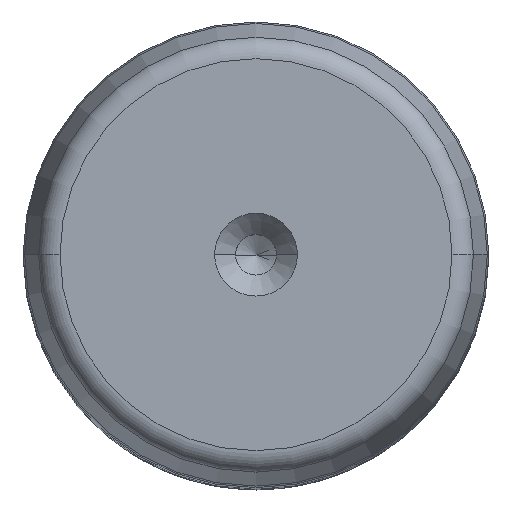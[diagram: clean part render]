
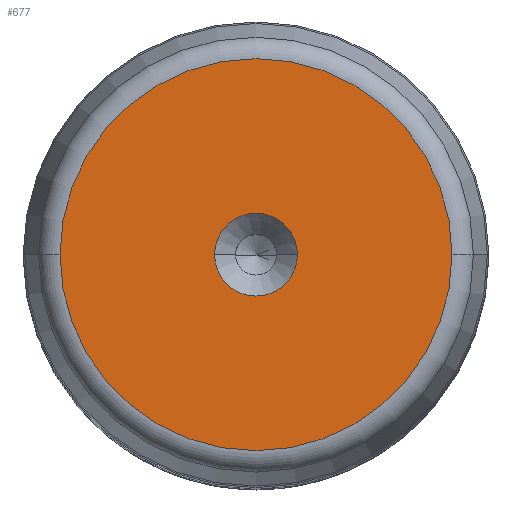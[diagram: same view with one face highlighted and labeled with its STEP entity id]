
A CAD part, top view. The second image highlights one B-rep face of the part: STEP entity #677.
In plain terms, the highlighted planar face has unit normal (0, 0, 1).
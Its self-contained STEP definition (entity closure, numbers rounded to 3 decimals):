
#9 = DIRECTION ( 'NONE',  ( 0., 0., 1. ) ) ;
#22 = AXIS2_PLACEMENT_3D ( 'NONE', #663, #3402, #929 ) ;
#188 = VERTEX_POINT ( 'NONE', #1465 ) ;
#196 = DIRECTION ( 'NONE',  ( 0., 0., 1. ) ) ;
#209 = CIRCLE ( 'NONE', #22, 26.519 ) ;
#272 = VERTEX_POINT ( 'NONE', #2616 ) ;
#281 = ORIENTED_EDGE ( 'NONE', *, *, #3004, .T. ) ;
#287 = CARTESIAN_POINT ( 'NONE',  ( 0., 0., 200. ) ) ;
#296 = EDGE_CURVE ( 'NONE', #272, #188, #1907, .T. ) ;
#320 = CARTESIAN_POINT ( 'NONE',  ( 0., 0., 200. ) ) ;
#416 = CARTESIAN_POINT ( 'NONE',  ( 26.519, 0., 200. ) ) ;
#447 = VERTEX_POINT ( 'NONE', #416 ) ;
#564 = DIRECTION ( 'NONE',  ( 1., 0., 0. ) ) ;
#624 = EDGE_CURVE ( 'NONE', #447, #2870, #1607, .T. ) ;
#663 = CARTESIAN_POINT ( 'NONE',  ( 0., 0., 200. ) ) ;
#677 = ADVANCED_FACE ( 'NONE', ( #2159, #3455 ), #1923, .T. ) ;
#764 = CARTESIAN_POINT ( 'NONE',  ( 0., 0., 200. ) ) ;
#929 = DIRECTION ( 'NONE',  ( 1., 0., 0. ) ) ;
#1264 = CIRCLE ( 'NONE', #1796, 5.6 ) ;
#1465 = CARTESIAN_POINT ( 'NONE',  ( 5.6, 0., 200. ) ) ;
#1607 = CIRCLE ( 'NONE', #2301, 26.519 ) ;
#1645 = DIRECTION ( 'NONE',  ( 0., 0., 1. ) ) ;
#1780 = CARTESIAN_POINT ( 'NONE',  ( -26.519, 0., 200. ) ) ;
#1795 = DIRECTION ( 'NONE',  ( 1., 0., 0. ) ) ;
#1796 = AXIS2_PLACEMENT_3D ( 'NONE', #764, #196, #1795 ) ;
#1907 = CIRCLE ( 'NONE', #3305, 5.6 ) ;
#1923 = PLANE ( 'NONE',  #3377 ) ;
#1961 = EDGE_LOOP ( 'NONE', ( #2557, #281 ) ) ;
#2147 = ORIENTED_EDGE ( 'NONE', *, *, #296, .F. ) ;
#2159 = FACE_OUTER_BOUND ( 'NONE', #1961, .T. ) ;
#2301 = AXIS2_PLACEMENT_3D ( 'NONE', #287, #1645, #3299 ) ;
#2327 = EDGE_CURVE ( 'NONE', #188, #272, #1264, .T. ) ;
#2557 = ORIENTED_EDGE ( 'NONE', *, *, #624, .T. ) ;
#2616 = CARTESIAN_POINT ( 'NONE',  ( -5.6, 0., 200. ) ) ;
#2680 = DIRECTION ( 'NONE',  ( 0., 0., 1. ) ) ;
#2870 = VERTEX_POINT ( 'NONE', #1780 ) ;
#3004 = EDGE_CURVE ( 'NONE', #2870, #447, #209, .T. ) ;
#3220 = DIRECTION ( 'NONE',  ( 1., 0., 0. ) ) ;
#3299 = DIRECTION ( 'NONE',  ( 1., 0., 0. ) ) ;
#3305 = AXIS2_PLACEMENT_3D ( 'NONE', #3475, #2680, #3220 ) ;
#3308 = EDGE_LOOP ( 'NONE', ( #3440, #2147 ) ) ;
#3377 = AXIS2_PLACEMENT_3D ( 'NONE', #320, #9, #564 ) ;
#3402 = DIRECTION ( 'NONE',  ( 0., 0., 1. ) ) ;
#3440 = ORIENTED_EDGE ( 'NONE', *, *, #2327, .F. ) ;
#3455 = FACE_BOUND ( 'NONE', #3308, .T. ) ;
#3475 = CARTESIAN_POINT ( 'NONE',  ( 0., 0., 200. ) ) ;
